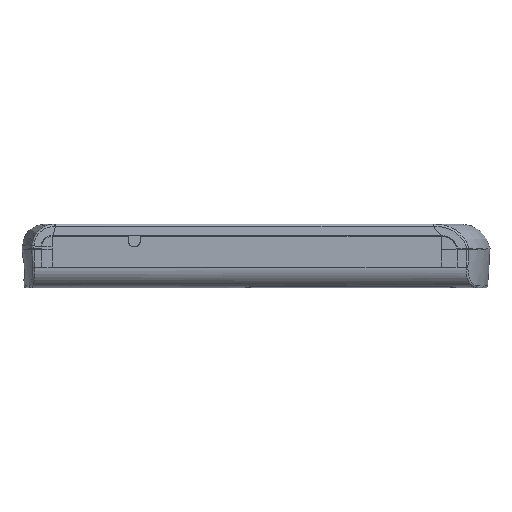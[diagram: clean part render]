
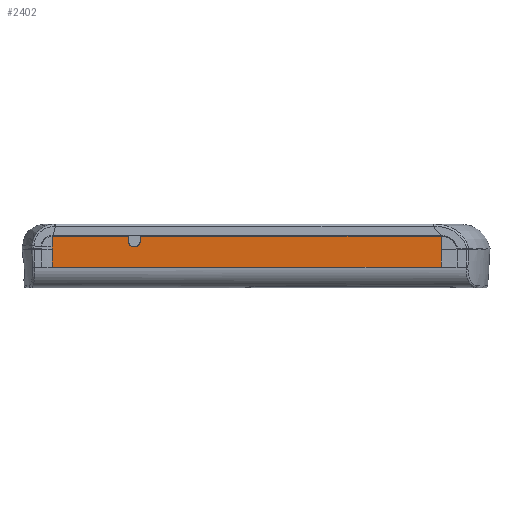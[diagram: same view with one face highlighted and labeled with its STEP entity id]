
A CAD part, left-side view. The second image highlights one B-rep face of the part: STEP entity #2402.
In plain terms, the highlighted planar face has unit normal (-0.999, 0, -0.035).
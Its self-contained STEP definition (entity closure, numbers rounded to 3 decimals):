
#93 = CARTESIAN_POINT ( 'NONE',  ( -21.45, -49.574, 5.3 ) ) ;
#235 = CARTESIAN_POINT ( 'NONE',  ( -21.45, 34.024, 5.3 ) ) ;
#752 = AXIS2_PLACEMENT_3D ( 'NONE', #2817, #2304, #2164 ) ;
#872 = EDGE_CURVE ( 'NONE', #9568, #14990, #2387, .T. ) ;
#1256 = ORIENTED_EDGE ( 'NONE', *, *, #6840, .T. ) ;
#1671 = VECTOR ( 'NONE', #9029, 1000. ) ;
#1688 = CARTESIAN_POINT ( 'NONE',  ( -21.45, 54.228, 5.3 ) ) ;
#2164 = DIRECTION ( 'NONE',  ( 0.035, 0., -0.999 ) ) ;
#2304 = DIRECTION ( 'NONE',  ( 0.999, 0., 0.035 ) ) ;
#2387 = LINE ( 'NONE', #20187, #10710 ) ;
#2402 = ADVANCED_FACE ( 'NONE', ( #14241 ), #2840, .F. ) ;
#2817 = CARTESIAN_POINT ( 'NONE',  ( -21.45, -49.574, 5.3 ) ) ;
#2839 = EDGE_CURVE ( 'NONE', #13750, #8266, #10409, .T. ) ;
#2840 = PLANE ( 'NONE',  #752 ) ;
#2947 = VECTOR ( 'NONE', #8764, 1000. ) ;
#3242 = CARTESIAN_POINT ( 'NONE',  ( -21.45, -49.574, 5.3 ) ) ;
#3512 = VERTEX_POINT ( 'NONE', #9223 ) ;
#4309 = EDGE_CURVE ( 'NONE', #15571, #12679, #6261, .T. ) ;
#4735 = DIRECTION ( 'NONE',  ( 0.035, 0., -0.999 ) ) ;
#4906 = CARTESIAN_POINT ( 'NONE',  ( -21.308, 33.661, 1.226 ) ) ;
#5017 = CARTESIAN_POINT ( 'NONE',  ( -21.45, -49.574, 5.3 ) ) ;
#5036 = CARTESIAN_POINT ( 'NONE',  ( -21.327, 54.228, 1.787 ) ) ;
#5152 = ORIENTED_EDGE ( 'NONE', *, *, #2839, .F. ) ;
#5375 = ORIENTED_EDGE ( 'NONE', *, *, #12215, .F. ) ;
#5645 = DIRECTION ( 'NONE',  ( 0.035, -0.089, -0.995 ) ) ;
#5709 = LINE ( 'NONE', #7376, #18026 ) ;
#5910 = EDGE_CURVE ( 'NONE', #14990, #11561, #11410, .T. ) ;
#6080 = CARTESIAN_POINT ( 'NONE',  ( -21.45, 54.228, 5.3 ) ) ;
#6155 = LINE ( 'NONE', #93, #14322 ) ;
#6261 = LINE ( 'NONE', #1688, #10368 ) ;
#6437 = CARTESIAN_POINT ( 'NONE',  ( -21.327, -49.574, 1.787 ) ) ;
#6615 = ORIENTED_EDGE ( 'NONE', *, *, #4309, .F. ) ;
#6840 = EDGE_CURVE ( 'NONE', #15571, #3512, #17838, .T. ) ;
#7321 = DIRECTION ( 'NONE',  ( 0.035, 0., -0.999 ) ) ;
#7356 = VECTOR ( 'NONE', #7321, 1000. ) ;
#7376 = CARTESIAN_POINT ( 'NONE',  ( -21.45, -49.574, 5.3 ) ) ;
#7386 = DIRECTION ( 'NONE',  ( 0.035, 0., -0.999 ) ) ;
#7780 = EDGE_LOOP ( 'NONE', ( #5152, #5375, #8766, #15762, #14225, #13039, #15004, #9000, #6615, #1256, #7862 ) ) ;
#7862 = ORIENTED_EDGE ( 'NONE', *, *, #10079, .F. ) ;
#7953 = CARTESIAN_POINT ( 'NONE',  ( -21.308, 31.013, 1.226 ) ) ;
#8013 = CARTESIAN_POINT ( 'NONE',  ( -21.4, 33.896, 3.864 ) ) ;
#8066 = EDGE_CURVE ( 'NONE', #12679, #11831, #13906, .T. ) ;
#8266 = VERTEX_POINT ( 'NONE', #16043 ) ;
#8764 = DIRECTION ( 'NONE',  ( 0., 1., 0. ) ) ;
#8766 = ORIENTED_EDGE ( 'NONE', *, *, #9335, .F. ) ;
#9000 = ORIENTED_EDGE ( 'NONE', *, *, #8066, .F. ) ;
#9029 = DIRECTION ( 'NONE',  ( -0.035, -0.089, 0.995 ) ) ;
#9223 = CARTESIAN_POINT ( 'NONE',  ( -21.161, 54.228, -2.983 ) ) ;
#9335 = EDGE_CURVE ( 'NONE', #16169, #9985, #5709, .T. ) ;
#9340 = VECTOR ( 'NONE', #12269, 1000. ) ;
#9418 = VECTOR ( 'NONE', #4735, 1000. ) ;
#9551 = CARTESIAN_POINT ( 'NONE',  ( -21.4, 30.777, 3.864 ) ) ;
#9568 = VERTEX_POINT ( 'NONE', #235 ) ;
#9769 = EDGE_CURVE ( 'NONE', #11561, #16169, #10026, .T. ) ;
#9985 = VERTEX_POINT ( 'NONE', #5017 ) ;
#10026 = LINE ( 'NONE', #12011, #1671 ) ;
#10079 = EDGE_CURVE ( 'NONE', #8266, #3512, #15333, .T. ) ;
#10368 = VECTOR ( 'NONE', #15786, 1000. ) ;
#10409 = LINE ( 'NONE', #3242, #9418 ) ;
#10710 = VECTOR ( 'NONE', #5645, 1000. ) ;
#11410 =( BOUNDED_CURVE ( )  B_SPLINE_CURVE ( 3, ( #8013, #4906, #7953, #9551 ),
 .UNSPECIFIED., .F., .T. ) 
 B_SPLINE_CURVE_WITH_KNOTS ( ( 4, 4 ),
 ( 1.66, 4.623 ),
 .UNSPECIFIED. ) 
 CURVE ( )  GEOMETRIC_REPRESENTATION_ITEM ( )  RATIONAL_B_SPLINE_CURVE ( ( 1., 0.393, 0.393, 1. ) ) 
 REPRESENTATION_ITEM ( '' )  );
#11561 = VERTEX_POINT ( 'NONE', #16829 ) ;
#11831 = VERTEX_POINT ( 'NONE', #14848 ) ;
#11994 = EDGE_CURVE ( 'NONE', #11831, #9568, #6155, .T. ) ;
#12011 = CARTESIAN_POINT ( 'NONE',  ( -21.4, 30.777, 3.864 ) ) ;
#12215 = EDGE_CURVE ( 'NONE', #9985, #13750, #19678, .T. ) ;
#12269 = DIRECTION ( 'NONE',  ( -0.035, 0., 0.999 ) ) ;
#12570 = DIRECTION ( 'NONE',  ( 0., -1., 0. ) ) ;
#12580 = CARTESIAN_POINT ( 'NONE',  ( -21.45, 30.649, 5.3 ) ) ;
#12679 = VERTEX_POINT ( 'NONE', #16601 ) ;
#13039 = ORIENTED_EDGE ( 'NONE', *, *, #872, .F. ) ;
#13705 = VECTOR ( 'NONE', #7386, 1000. ) ;
#13750 = VERTEX_POINT ( 'NONE', #6437 ) ;
#13906 = LINE ( 'NONE', #6080, #9340 ) ;
#13964 = CARTESIAN_POINT ( 'NONE',  ( -21.4, 33.896, 3.864 ) ) ;
#14225 = ORIENTED_EDGE ( 'NONE', *, *, #5910, .F. ) ;
#14241 = FACE_OUTER_BOUND ( 'NONE', #7780, .T. ) ;
#14322 = VECTOR ( 'NONE', #12570, 1000. ) ;
#14848 = CARTESIAN_POINT ( 'NONE',  ( -21.45, 54.228, 5.3 ) ) ;
#14990 = VERTEX_POINT ( 'NONE', #13964 ) ;
#15004 = ORIENTED_EDGE ( 'NONE', *, *, #11994, .F. ) ;
#15065 = CARTESIAN_POINT ( 'NONE',  ( -21.244, 54.228, -0.598 ) ) ;
#15333 = LINE ( 'NONE', #18009, #2947 ) ;
#15571 = VERTEX_POINT ( 'NONE', #5036 ) ;
#15762 = ORIENTED_EDGE ( 'NONE', *, *, #9769, .F. ) ;
#15786 = DIRECTION ( 'NONE',  ( -0.035, 0., 0.999 ) ) ;
#16043 = CARTESIAN_POINT ( 'NONE',  ( -21.161, -49.574, -2.983 ) ) ;
#16169 = VERTEX_POINT ( 'NONE', #12580 ) ;
#16601 = CARTESIAN_POINT ( 'NONE',  ( -21.352, 54.228, 2.501 ) ) ;
#16829 = CARTESIAN_POINT ( 'NONE',  ( -21.4, 30.777, 3.864 ) ) ;
#17838 = LINE ( 'NONE', #15065, #13705 ) ;
#18009 = CARTESIAN_POINT ( 'NONE',  ( -21.161, -49.574, -2.983 ) ) ;
#18026 = VECTOR ( 'NONE', #18166, 1000. ) ;
#18166 = DIRECTION ( 'NONE',  ( 0., -1., 0. ) ) ;
#19676 = CARTESIAN_POINT ( 'NONE',  ( -21.45, -49.574, 5.3 ) ) ;
#19678 = LINE ( 'NONE', #19676, #7356 ) ;
#20187 = CARTESIAN_POINT ( 'NONE',  ( -21.45, 34.024, 5.3 ) ) ;
